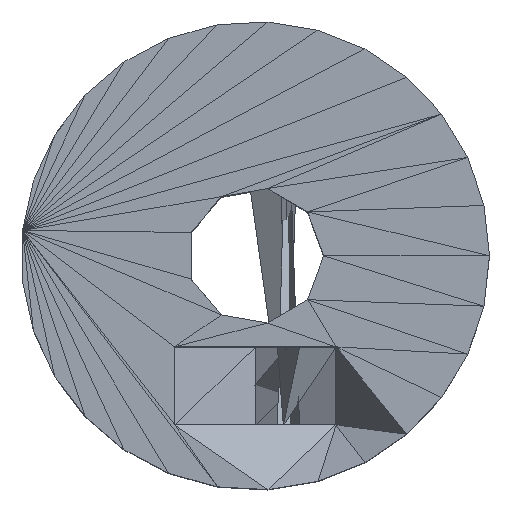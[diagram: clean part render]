
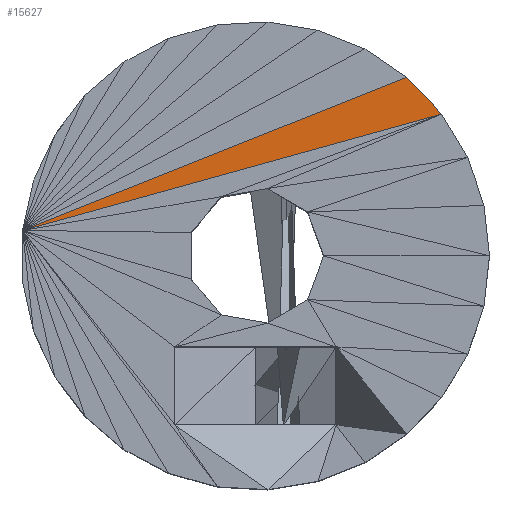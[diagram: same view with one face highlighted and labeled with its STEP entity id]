
A CAD part, top view. The second image highlights one B-rep face of the part: STEP entity #15627.
In plain terms, the highlighted planar face has unit normal (0, 0, 1).
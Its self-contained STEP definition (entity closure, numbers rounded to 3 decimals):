
#362=CARTESIAN_POINT('',(5.8,6.859,18.));
#363=VERTEX_POINT('',#362);
#450=CARTESIAN_POINT('',(7.138,5.447,18.));
#451=VERTEX_POINT('',#450);
#870=CARTESIAN_POINT('',(-8.974,0.973,18.));
#871=VERTEX_POINT('',#870);
#6872=CARTESIAN_POINT('',(7.138,5.447,18.));
#15294=DIRECTION('',(0.0,0.0,1.0));
#15355=CARTESIAN_POINT('',(-8.974,0.973,18.));
#15600=DIRECTION('',(-0.929,-0.37,0.0));
#15601=DIRECTION('',(0.964,0.268,0.0));
#15602=DIRECTION('',(-0.688,0.726,0.0));
#15603=VECTOR('',#15600,1.);
#15604=VECTOR('',#15601,1.);
#15605=VECTOR('',#15602,1.);
#15606=CARTESIAN_POINT('',(5.8,6.859,18.));
#15609=LINE('',#15606,#15603);
#15610=LINE('',#15355,#15604);
#15611=LINE('',#6872,#15605);
#15615=EDGE_CURVE('',#363,#871,#15609,.T.);
#15616=EDGE_CURVE('',#871,#451,#15610,.T.);
#15617=EDGE_CURVE('',#451,#363,#15611,.T.);
#15618=ORIENTED_EDGE('',*,*,#15615,.T.);
#15619=ORIENTED_EDGE('',*,*,#15616,.T.);
#15620=ORIENTED_EDGE('',*,*,#15617,.T.);
#15621=EDGE_LOOP('',(#15618,#15619,#15620));
#15622=FACE_BOUND('',#15621,.T.);
#15623=CARTESIAN_POINT('',(5.8,6.859,18.));
#15625=AXIS2_PLACEMENT_3D('',#15623,#15294,$);
#15626=PLANE('',#15625);
#15627=ADVANCED_FACE('',(#15622),#15626,.T.);
